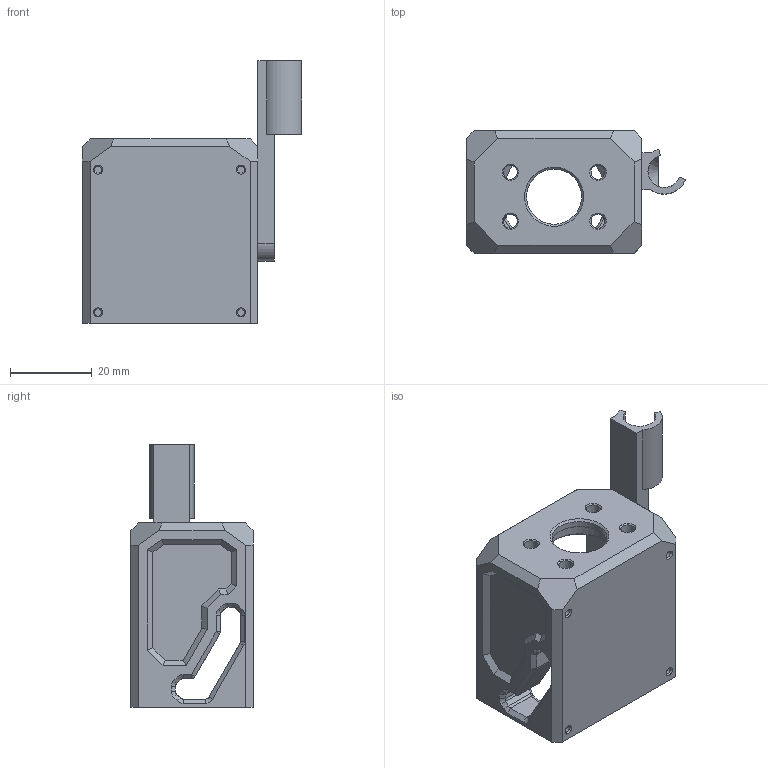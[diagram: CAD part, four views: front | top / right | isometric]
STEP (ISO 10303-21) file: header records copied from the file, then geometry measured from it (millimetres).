
FILE_DESCRIPTION(/* description */ (''),/* implementation_level */ '2;1');
FILE_NAME(/* name */ 'Heatsink Housing Mod.step',/* time_stamp */ '2022-10-04T15:41:11+08:00',/* author */ (''),/* organization */ (''),/* preprocessor_version */ 'ST-DEVELOPER v19',/* originating_system */ 'Autodesk Translation Framework v11.7.0.108',/* authorisation */ '');
FILE_SCHEMA (('AUTOMOTIVE_DESIGN { 1 0 10303 214 3 1 1 }'));
Length unit declared in the file: millimetre
Products named in the file (2): Heatsink Housing Mod; Cable Holder
Assembly tree (1 placements, depth 2):
  Heatsink Housing Mod
    Cable Holder
Bounding box: 53.75 x 30.02 x 64.35 mm (x, y, z)
Volume: 23060.6 mm3; surface area: 14224 mm2
Topology: 2 solids, 2 shells, 288 faces, 687 edges, 414 vertices
Faces by surface type: plane 118, bspline 61, cylinder 56, cone 51, torus 2
Full cylindrical faces by diameter (mm): 1.8 x4, 2.7 x4, 2.8 x6, 3 x2, 3.4 x4, 13.5 x1, 16.4 x1
Entity records: 9932 total; most frequent: CARTESIAN_POINT 3451, ORIENTED_EDGE 1366, DIRECTION 1245, EDGE_CURVE 683, AXIS2_PLACEMENT_3D 453, VERTEX_POINT 414, LINE 339, VECTOR 339
